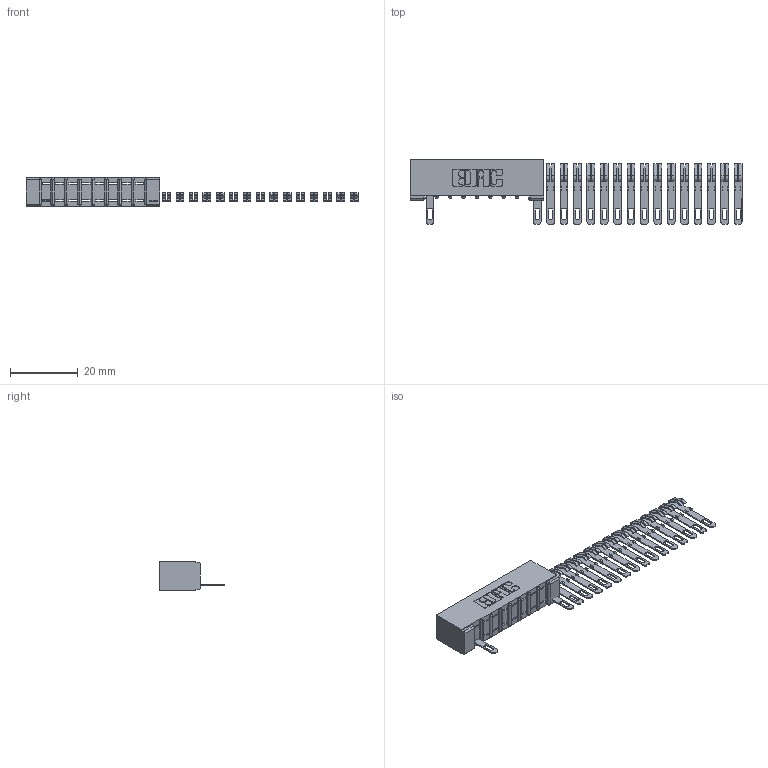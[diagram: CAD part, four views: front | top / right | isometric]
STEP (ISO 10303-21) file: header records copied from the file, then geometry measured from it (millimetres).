
FILE_DESCRIPTION (( 'STEP AP203' ), '1' );
FILE_NAME ('357-024-505-101.STEP', '2018-08-08T23:57:14', ( '' ), ( '' ), 'SwSTEP 2.0', 'SolidWorks 2016', '' );
FILE_SCHEMA (( 'CONFIG_CONTROL_DESIGN' ));
Length unit declared in the file: inch
Products named in the file (3): 307 Part_No Mounting Lugs; 307-290-001_505; 357-024-505-101
Assembly tree (18 placements, depth 2):
  357-024-505-101
    307 Part_No Mounting Lugs
    307-290-001_505  x17
Bounding box: 98.18 x 19.18 x 8.71 mm (x, y, z)
Volume: 2885.6 mm3; surface area: 5189.1 mm2
Topology: 18 solids, 18 shells, 891 faces, 2477 edges, 1602 vertices
Faces by surface type: plane 570, cylinder 303, sphere 18
Entity records: 11034 total; most frequent: CARTESIAN_POINT 1805, DIRECTION 1785, ORIENTED_EDGE 1782, EDGE_CURVE 891, LINE 669, VECTOR 669, VERTEX_POINT 578, AXIS2_PLACEMENT_3D 558
